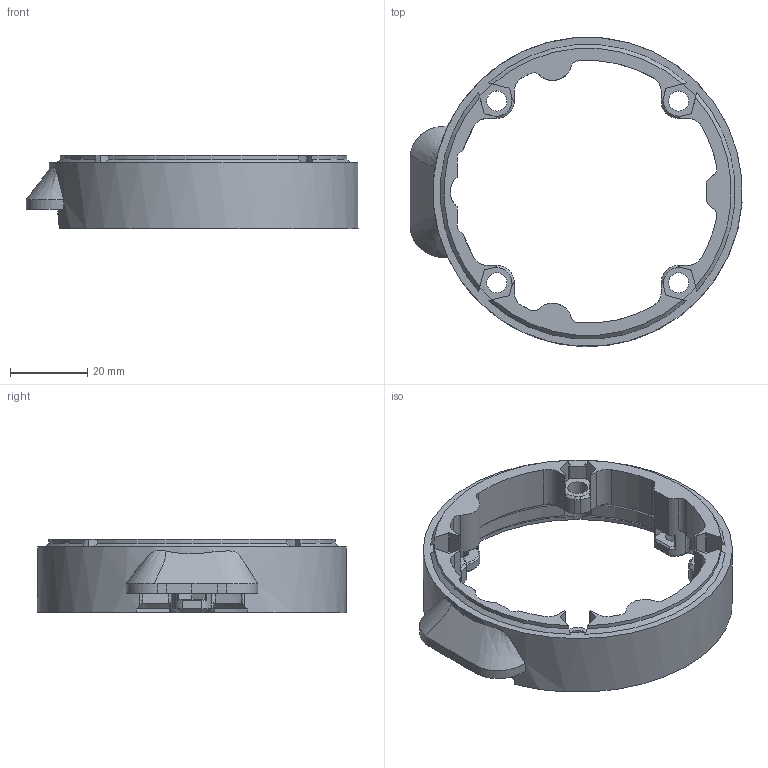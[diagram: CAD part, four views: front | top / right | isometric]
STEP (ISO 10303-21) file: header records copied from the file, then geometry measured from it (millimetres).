
FILE_DESCRIPTION(/* description */ ('','CAx-IF Rec.Pracs.---Representation and Presentation of Product Manufacturing Information (PMI)---4.0---2014-10-13'),/* implementation_level */ '2;1');
FILE_NAME(/* name */ 'PitClamp Mini - Motor Cover - 57AIM30 - Ring Interface - Sealed.step',/* time_stamp */ '2025-01-05T15:18:21-05:00',/* author */ (''),/* organization */ (''),/* preprocessor_version */ 'ST-DEVELOPER v20',/* originating_system */ 'Autodesk Translation Framework v13.20.0.188',/* authorisation */ '');
FILE_SCHEMA (('AP242_MANAGED_MODEL_BASED_3D_ENGINEERING_MIM_LF { 1 0 10303 442 1 1 4 }'));
Length unit declared in the file: millimetre
Products named in the file (1): PitClamp Mini - Motor Cover - 57AIM30 - Ring Interface - Sealed
Bounding box: 85.86 x 79.97 x 19 mm (x, y, z)
Volume: 22208.9 mm3; surface area: 13240 mm2
Topology: 1 solids, 1 shells, 339 faces, 936 edges, 603 vertices
Faces by surface type: cylinder 102, bspline 99, plane 91, cone 47
Full cylindrical faces by diameter (mm): 4 x3, 4.2 x3, 5.2 x4, 80 x1
Entity records: 21287 total; most frequent: CARTESIAN_POINT 13193, ORIENTED_EDGE 1872, DIRECTION 1405, EDGE_CURVE 936, VERTEX_POINT 603, AXIS2_PLACEMENT_3D 481, LINE 443, VECTOR 443
